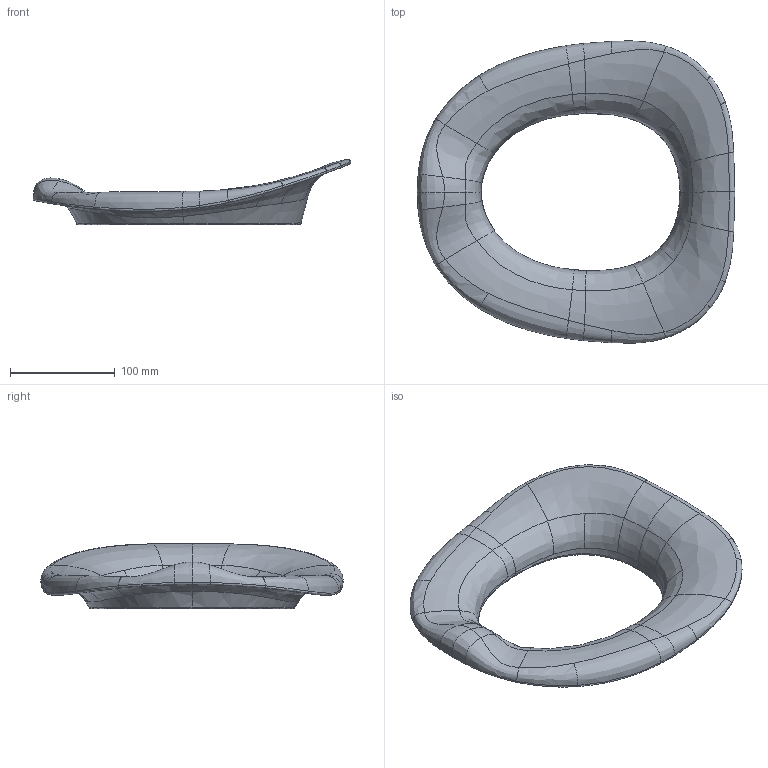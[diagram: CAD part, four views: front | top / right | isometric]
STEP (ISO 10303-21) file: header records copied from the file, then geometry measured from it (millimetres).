
FILE_DESCRIPTION(/* description */ (''),/* implementation_level */ '2;1');
FILE_NAME(/* name */ '8M1461_WCS.stp',/* time_stamp */ '2021-10-20T08:39:24+02:00',/* author */ (''),/* organization */ (''),/* preprocessor_version */ 'ST-DEVELOPER v18.1',/* originating_system */ 'SIEMENS PLM Software NX 1973',/* authorisation */ '');
FILE_SCHEMA (('AUTOMOTIVE_DESIGN { 1 0 10303 214 3 1 1 1 }'));
Length unit declared in the file: millimetre
Products named in the file (1): Muel613821549gbl
Bounding box: 303.37 x 288.87 x 62.29 mm (x, y, z)
Volume: 710050.5 mm3; surface area: 131579.2 mm2
Topology: 1 solids, 1 shells, 147 faces, 344 edges, 198 vertices
Faces by surface type: bspline 146, plane 1
Entity records: 13666 total; most frequent: CARTESIAN_POINT 11420, ORIENTED_EDGE 688, EDGE_CURVE 344, B_SPLINE_CURVE_WITH_KNOTS 329, VERTEX_POINT 198, EDGE_LOOP 148, ADVANCED_FACE 147, B_SPLINE_SURFACE_WITH_KNOTS 146
